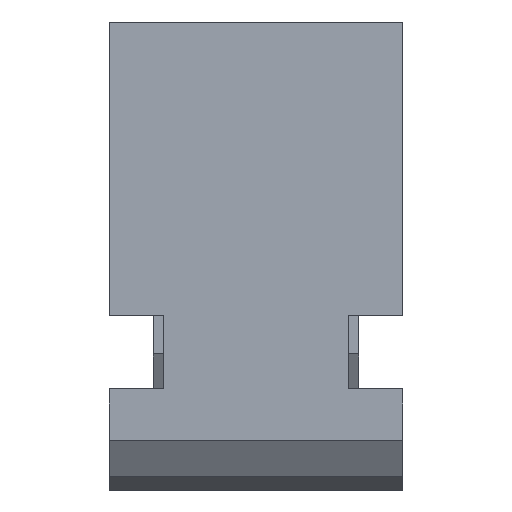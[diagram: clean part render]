
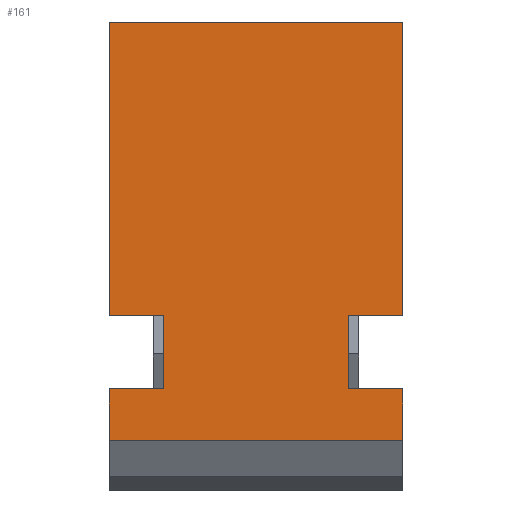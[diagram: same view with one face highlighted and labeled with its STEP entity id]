
A CAD part, front view. The second image highlights one B-rep face of the part: STEP entity #161.
In plain terms, the highlighted planar face has unit normal (0, -1, 0).
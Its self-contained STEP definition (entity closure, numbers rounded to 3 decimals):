
#161=ADVANCED_FACE('',(#330),#331,.T.);
#330=FACE_OUTER_BOUND('',#504,.T.);
#331=PLANE('',#505);
#504=EDGE_LOOP('',(#936,#937,#938,#939,#940,#941,#942,#943,#944,#945,#946,#947));
#505=AXIS2_PLACEMENT_3D('',#948,#949,#950);
#936=ORIENTED_EDGE('',*,*,#1166,.F.);
#937=ORIENTED_EDGE('',*,*,#1225,.T.);
#938=ORIENTED_EDGE('',*,*,#1226,.F.);
#939=ORIENTED_EDGE('',*,*,#1173,.F.);
#940=ORIENTED_EDGE('',*,*,#1162,.T.);
#941=ORIENTED_EDGE('',*,*,#1223,.T.);
#942=ORIENTED_EDGE('',*,*,#1198,.F.);
#943=ORIENTED_EDGE('',*,*,#1179,.T.);
#944=ORIENTED_EDGE('',*,*,#1227,.F.);
#945=ORIENTED_EDGE('',*,*,#1228,.F.);
#946=ORIENTED_EDGE('',*,*,#1203,.F.);
#947=ORIENTED_EDGE('',*,*,#1229,.F.);
#948=CARTESIAN_POINT('',(10.0,-17.5,12.38));
#949=DIRECTION('',(0.0,-1.0,0.0));
#950=DIRECTION('',(0.0,0.0,-1.0));
#1162=EDGE_CURVE('',#1417,#1415,#1418,.T.);
#1166=EDGE_CURVE('',#1422,#1424,#1425,.T.);
#1173=EDGE_CURVE('',#1417,#1436,#1437,.T.);
#1179=EDGE_CURVE('',#1447,#1445,#1448,.T.);
#1198=EDGE_CURVE('',#1447,#1477,#1478,.T.);
#1203=EDGE_CURVE('',#1484,#1486,#1487,.T.);
#1223=EDGE_CURVE('',#1415,#1477,#1516,.T.);
#1225=EDGE_CURVE('',#1422,#1518,#1519,.T.);
#1226=EDGE_CURVE('',#1436,#1518,#1520,.T.);
#1227=EDGE_CURVE('',#1521,#1445,#1522,.T.);
#1228=EDGE_CURVE('',#1486,#1521,#1523,.T.);
#1229=EDGE_CURVE('',#1424,#1484,#1524,.T.);
#1415=VERTEX_POINT('',#1788);
#1417=VERTEX_POINT('',#1791);
#1418=LINE('',#1792,#1793);
#1422=VERTEX_POINT('',#1798);
#1424=VERTEX_POINT('',#1801);
#1425=LINE('',#1802,#1803);
#1436=VERTEX_POINT('',#1819);
#1437=LINE('',#1820,#1821);
#1445=VERTEX_POINT('',#1832);
#1447=VERTEX_POINT('',#1835);
#1448=LINE('',#1836,#1837);
#1477=VERTEX_POINT('',#1881);
#1478=LINE('',#1882,#1883);
#1484=VERTEX_POINT('',#1891);
#1486=VERTEX_POINT('',#1894);
#1487=LINE('',#1895,#1896);
#1516=LINE('',#1940,#1941);
#1518=VERTEX_POINT('',#1943);
#1519=LINE('',#1944,#1945);
#1520=LINE('',#1946,#1947);
#1521=VERTEX_POINT('',#1948);
#1522=LINE('',#1949,#1950);
#1523=LINE('',#1951,#1952);
#1524=LINE('',#1953,#1954);
#1788=CARTESIAN_POINT('',(10.0,-17.5,40.88));
#1791=CARTESIAN_POINT('',(10.0,-17.5,20.88));
#1792=CARTESIAN_POINT('',(10.0,-17.5,20.88));
#1793=VECTOR('',#2072,20.0);
#1798=CARTESIAN_POINT('',(10.0,-17.5,15.88));
#1801=CARTESIAN_POINT('',(10.0,-17.5,12.38));
#1802=CARTESIAN_POINT('',(10.0,-17.5,15.88));
#1803=VECTOR('',#2075,3.5);
#1819=CARTESIAN_POINT('',(6.3,-17.5,20.88));
#1820=CARTESIAN_POINT('',(10.0,-17.5,20.88));
#1821=VECTOR('',#2081,3.7);
#1832=CARTESIAN_POINT('',(-6.3,-17.5,20.88));
#1835=CARTESIAN_POINT('',(-10.0,-17.5,20.88));
#1836=CARTESIAN_POINT('',(-10.0,-17.5,20.88));
#1837=VECTOR('',#2086,3.7);
#1881=CARTESIAN_POINT('',(-10.0,-17.5,40.88));
#1882=CARTESIAN_POINT('',(-10.0,-17.5,20.88));
#1883=VECTOR('',#2102,20.0);
#1891=CARTESIAN_POINT('',(-10.0,-17.5,12.38));
#1894=CARTESIAN_POINT('',(-10.0,-17.5,15.88));
#1895=CARTESIAN_POINT('',(-10.0,-17.5,12.38));
#1896=VECTOR('',#2106,3.5);
#1940=CARTESIAN_POINT('',(10.0,-17.5,40.88));
#1941=VECTOR('',#2122,20.0);
#1943=CARTESIAN_POINT('',(6.3,-17.5,15.88));
#1944=CARTESIAN_POINT('',(10.0,-17.5,15.88));
#1945=VECTOR('',#2123,3.7);
#1946=CARTESIAN_POINT('',(6.3,-17.5,20.88));
#1947=VECTOR('',#2124,5.0);
#1948=CARTESIAN_POINT('',(-6.3,-17.5,15.88));
#1949=CARTESIAN_POINT('',(-6.3,-17.5,15.88));
#1950=VECTOR('',#2125,5.0);
#1951=CARTESIAN_POINT('',(-10.0,-17.5,15.88));
#1952=VECTOR('',#2126,3.7);
#1953=CARTESIAN_POINT('',(10.0,-17.5,12.38));
#1954=VECTOR('',#2127,20.0);
#2072=DIRECTION('',(0.0,0.0,1.0));
#2075=DIRECTION('',(0.0,0.0,-1.0));
#2081=DIRECTION('',(-1.0,0.0,0.0));
#2086=DIRECTION('',(1.0,0.0,0.0));
#2102=DIRECTION('',(0.0,0.0,1.0));
#2106=DIRECTION('',(0.0,0.0,1.0));
#2122=DIRECTION('',(-1.0,0.0,0.0));
#2123=DIRECTION('',(-1.0,0.0,0.0));
#2124=DIRECTION('',(0.0,0.0,-1.0));
#2125=DIRECTION('',(0.0,0.0,1.0));
#2126=DIRECTION('',(1.0,0.0,0.0));
#2127=DIRECTION('',(-1.0,0.0,0.0));
